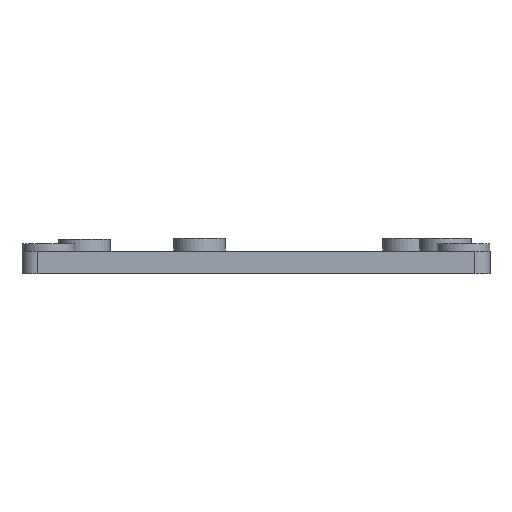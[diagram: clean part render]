
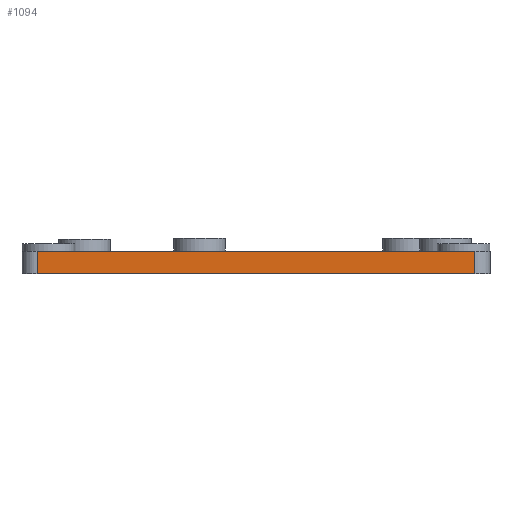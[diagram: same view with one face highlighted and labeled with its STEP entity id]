
A CAD part, left-side view. The second image highlights one B-rep face of the part: STEP entity #1094.
In plain terms, the highlighted planar face has unit normal (-1, 0, 0).
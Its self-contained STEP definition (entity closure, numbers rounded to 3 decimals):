
#64=PLANE('',#1228);
#116=FACE_OUTER_BOUND('',#193,.T.);
#193=EDGE_LOOP('',(#933,#934,#935,#936));
#257=LINE('',#1753,#343);
#275=LINE('',#1849,#361);
#282=LINE('',#1862,#368);
#287=LINE('',#1870,#373);
#343=VECTOR('',#1417,10.);
#361=VECTOR('',#1525,10.);
#368=VECTOR('',#1538,10.);
#373=VECTOR('',#1547,10.);
#506=VERTEX_POINT('',#1750);
#507=VERTEX_POINT('',#1752);
#540=VERTEX_POINT('',#1847);
#542=VERTEX_POINT('',#1858);
#632=EDGE_CURVE('',#506,#507,#257,.T.);
#678=EDGE_CURVE('',#540,#506,#275,.T.);
#686=EDGE_CURVE('',#507,#542,#282,.T.);
#691=EDGE_CURVE('',#540,#542,#287,.F.);
#933=ORIENTED_EDGE('',*,*,#678,.F.);
#934=ORIENTED_EDGE('',*,*,#691,.T.);
#935=ORIENTED_EDGE('',*,*,#686,.F.);
#936=ORIENTED_EDGE('',*,*,#632,.F.);
#1094=ADVANCED_FACE('',(#116),#64,.T.);
#1228=AXIS2_PLACEMENT_3D('',#1869,#1545,#1546);
#1417=DIRECTION('',(0.,1.,0.));
#1525=DIRECTION('',(0.,0.,-1.));
#1538=DIRECTION('',(0.,0.,1.));
#1545=DIRECTION('center_axis',(-1.,0.,0.));
#1546=DIRECTION('ref_axis',(0.,-1.,0.));
#1547=DIRECTION('',(0.,-1.,0.));
#1750=CARTESIAN_POINT('',(-3.,-1.,-14.));
#1752=CARTESIAN_POINT('',(-3.,57.,-14.));
#1753=CARTESIAN_POINT('',(-3.,40.975,-14.));
#1847=CARTESIAN_POINT('',(-3.,-1.,-11.));
#1849=CARTESIAN_POINT('',(-3.,-1.,-5.5));
#1858=CARTESIAN_POINT('',(-3.,57.,-11.));
#1862=CARTESIAN_POINT('',(-3.,57.,0.));
#1869=CARTESIAN_POINT('Origin',(-3.,55.3,0.));
#1870=CARTESIAN_POINT('',(-3.,41.475,-11.));
